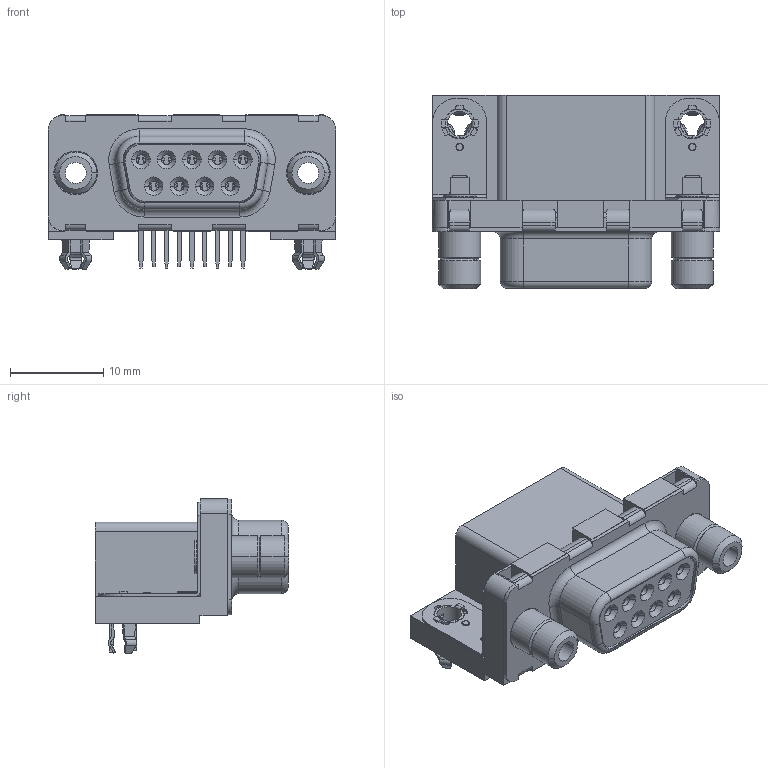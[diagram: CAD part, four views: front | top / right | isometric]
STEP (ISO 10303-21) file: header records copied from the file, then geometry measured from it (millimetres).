
FILE_DESCRIPTION((''),'2;1');
FILE_NAME('PD09S13A4GV00LF','2015-01-28T',('ababu'),('FCI'),'PRO/ENGINEER BY PARAMETRIC TECHNOLOGY CORPORATION, 2013150','PRO/ENGINEER BY PARAMETRIC TECHNOLOGY CORPORATION, 2013150','');
FILE_SCHEMA(('CONFIG_CONTROL_DESIGN','GEOMETRIC_VALIDATION_PROPERTIES_MIM'));
Length unit declared in the file: millimetre
Products named in the file (1): PD09S13A4GV00LF
Bounding box: 30.9 x 20.8 x 16.6 mm (x, y, z)
Volume: 4146.2 mm3; surface area: 3958.9 mm2
Topology: 1 solids, 2 shells, 1219 faces, 3570 edges, 2298 vertices
Faces by surface type: plane 715, cylinder 320, bspline 108, torus 42, cone 34
Entity records: 52812 total; most frequent: CARTESIAN_POINT 13609, ORIENTED_EDGE 7140, DIRECTION 6320, EDGE_CURVE 3570, VECTOR 2354, LINE 2354, VERTEX_POINT 2298, AXIS2_PLACEMENT_3D 1983
